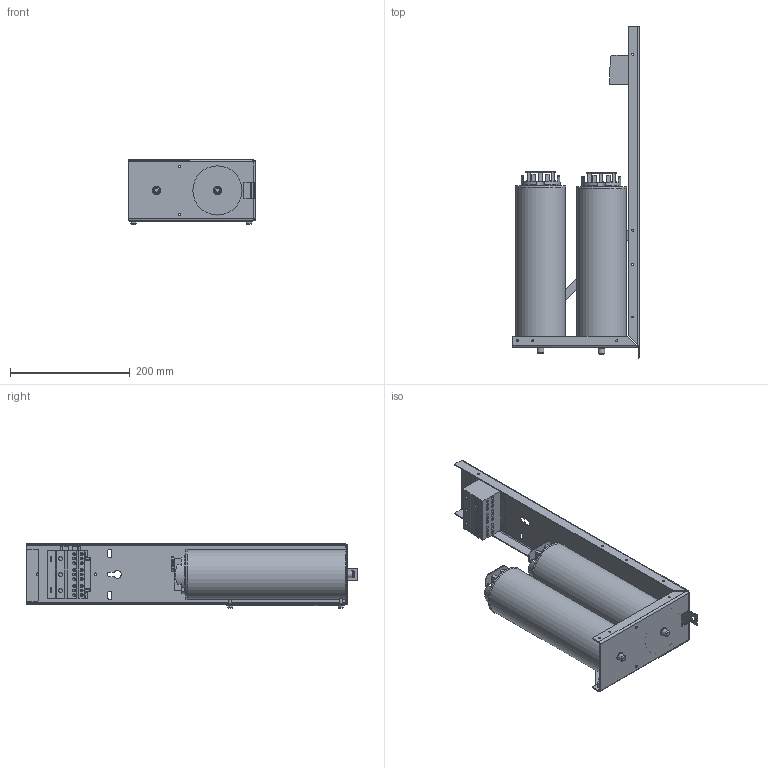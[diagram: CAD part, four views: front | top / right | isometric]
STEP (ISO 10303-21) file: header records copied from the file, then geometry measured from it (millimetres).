
FILE_DESCRIPTION(/* description */ (''),/* implementation_level */ '2;1');
FILE_NAME(/* name */ 'KPCUL030C63.stp',/* time_stamp */ '2020-03-27T14:02:28-05:00',/* author */ ('jnelson'),/* organization */ (''),/* preprocessor_version */ 'ST-DEVELOPER v17',/* originating_system */ 'Autodesk Inventor 2019',/* authorisation */ '');
FILE_SCHEMA (('AUTOMOTIVE_DESIGN { 1 0 10303 214 3 1 1 }'));
Length unit declared in the file: inch
Products named in the file (11): KPCUL030C63; MASTER 600V  ASSEMBLY 2 CAPS HOLE TRAY; 27943; 27791-A; 27938; 27937; 2555; 25441; 23837; 27934; 28569
Assembly tree (14 placements, depth 3):
  KPCUL030C63
    MASTER 600V  ASSEMBLY 2 CAPS HOLE TRAY
      27943
      27791-A
      27938  x2
      27937
      2555  x2
      25441  x2
      23837
      27934
    28569  x2
Bounding box: 211.84 x 553.72 x 106.87 mm (x, y, z)
Volume: 3185711.8 mm3; surface area: 440919.8 mm2
Topology: 15 solids, 15 shells, 781 faces, 2148 edges, 1414 vertices
Faces by surface type: plane 496, cylinder 245, bspline 24, torus 14, cone 2
Full cylindrical faces by diameter (mm): 3.251 x12, 3.556 x9, 3.683 x2, 4.572 x36, 4.597 x2, 4.724 x2, 4.801 x4, 5.08 x18, 6.35 x8, 6.604 x3, 8.128 x2, 10.922 x2, 11.176 x3, 12.7 x2, 14.224 x2, 59.69 x2, 80.33 x2, 82.042 x2
Entity records: 22801 total; most frequent: CARTESIAN_POINT 7171, ORIENTED_EDGE 3238, DIRECTION 2956, EDGE_CURVE 1619, VERTEX_POINT 1076, AXIS2_PLACEMENT_3D 1013, LINE 930, VECTOR 930
